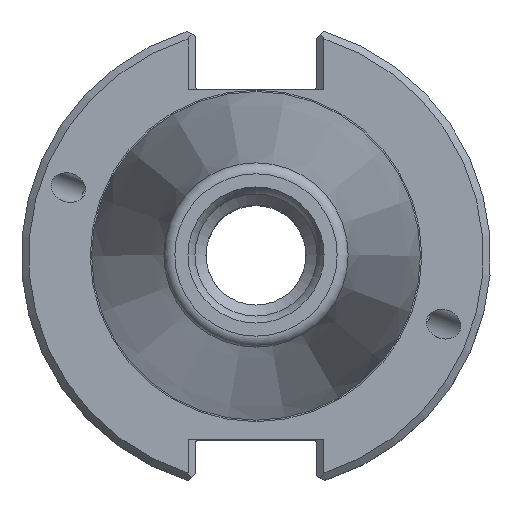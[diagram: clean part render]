
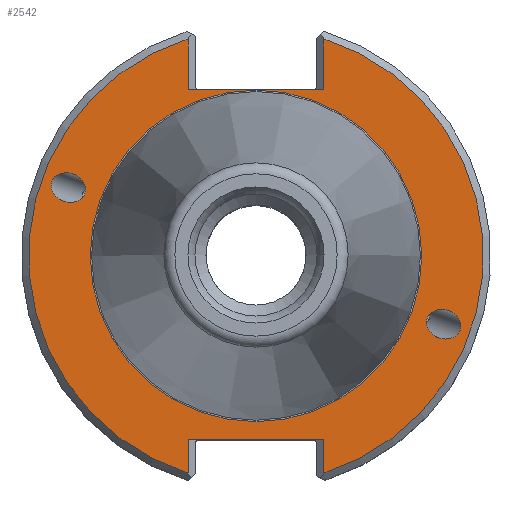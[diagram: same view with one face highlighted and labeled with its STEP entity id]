
A CAD part, top view. The second image highlights one B-rep face of the part: STEP entity #2542.
In plain terms, the highlighted planar face has unit normal (0, 0, 1).
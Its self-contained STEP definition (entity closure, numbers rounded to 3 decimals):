
#24=ELLIPSE('',#2703,2.381,1.95);
#25=ELLIPSE('',#2707,2.381,1.95);
#66=LINE('',#3994,#131);
#69=LINE('',#4005,#134);
#88=LINE('',#4091,#153);
#90=LINE('',#4107,#155);
#91=LINE('',#4109,#156);
#92=LINE('',#4111,#157);
#131=VECTOR('',#3065,1000.);
#134=VECTOR('',#3070,1000.);
#153=VECTOR('',#3121,1000.);
#155=VECTOR('',#3131,1000.);
#156=VECTOR('',#3132,1000.);
#157=VECTOR('',#3133,1000.);
#235=PLANE('',#2725);
#306=CIRCLE('',#2701,22.418);
#307=CIRCLE('',#2710,30.75);
#308=CIRCLE('',#2717,30.75);
#716=ORIENTED_EDGE('',*,*,#972,.F.);
#717=ORIENTED_EDGE('',*,*,#977,.T.);
#718=ORIENTED_EDGE('',*,*,#971,.T.);
#719=ORIENTED_EDGE('',*,*,#1002,.F.);
#720=ORIENTED_EDGE('',*,*,#967,.T.);
#721=ORIENTED_EDGE('',*,*,#994,.T.);
#722=ORIENTED_EDGE('',*,*,#1007,.T.);
#723=ORIENTED_EDGE('',*,*,#1008,.F.);
#724=ORIENTED_EDGE('',*,*,#1009,.T.);
#725=ORIENTED_EDGE('',*,*,#965,.F.);
#726=ORIENTED_EDGE('',*,*,#964,.F.);
#964=EDGE_CURVE('',#1167,#1167,#306,.T.);
#965=EDGE_CURVE('',#1168,#1168,#24,.T.);
#967=EDGE_CURVE('',#1170,#1169,#66,.T.);
#971=EDGE_CURVE('',#1171,#1172,#69,.T.);
#972=EDGE_CURVE('',#1173,#1173,#25,.T.);
#977=EDGE_CURVE('',#1176,#1171,#307,.T.);
#994=EDGE_CURVE('',#1169,#1187,#308,.T.);
#1002=EDGE_CURVE('',#1170,#1172,#88,.T.);
#1007=EDGE_CURVE('',#1187,#1194,#90,.T.);
#1008=EDGE_CURVE('',#1195,#1194,#91,.T.);
#1009=EDGE_CURVE('',#1195,#1176,#92,.T.);
#1167=VERTEX_POINT('',#3984);
#1168=VERTEX_POINT('',#3987);
#1169=VERTEX_POINT('',#3993);
#1170=VERTEX_POINT('',#3995);
#1171=VERTEX_POINT('',#4002);
#1172=VERTEX_POINT('',#4004);
#1173=VERTEX_POINT('',#4008);
#1176=VERTEX_POINT('',#4023);
#1187=VERTEX_POINT('',#4069);
#1194=VERTEX_POINT('',#4108);
#1195=VERTEX_POINT('',#4110);
#1440=EDGE_LOOP('',(#716));
#1441=EDGE_LOOP('',(#717,#718,#719,#720,#721,#722,#723,#724));
#1442=EDGE_LOOP('',(#725));
#1443=EDGE_LOOP('',(#726));
#1610=FACE_BOUND('',#1440,.T.);
#1611=FACE_BOUND('',#1441,.T.);
#1612=FACE_BOUND('',#1442,.T.);
#1613=FACE_BOUND('',#1443,.T.);
#2542=ADVANCED_FACE('',(#1610,#1611,#1612,#1613),#235,.T.);
#2701=AXIS2_PLACEMENT_3D('',#3983,#3057,#3058);
#2703=AXIS2_PLACEMENT_3D('',#3986,#3061,#3062);
#2707=AXIS2_PLACEMENT_3D('',#4007,#3073,#3074);
#2710=AXIS2_PLACEMENT_3D('',#4024,#3081,#3082);
#2717=AXIS2_PLACEMENT_3D('',#4070,#3107,#3108);
#2725=AXIS2_PLACEMENT_3D('',#4106,#3129,#3130);
#3057=DIRECTION('',(0.,0.,1.));
#3058=DIRECTION('',(1.,0.,0.));
#3061=DIRECTION('',(0.,0.,1.));
#3062=DIRECTION('',(-0.94,0.342,0.));
#3065=DIRECTION('',(0.,-1.,0.));
#3070=DIRECTION('',(0.,1.,0.));
#3073=DIRECTION('',(0.,0.,1.));
#3074=DIRECTION('',(0.94,-0.342,0.));
#3081=DIRECTION('',(0.,0.,1.));
#3082=DIRECTION('',(1.,0.,0.));
#3107=DIRECTION('',(0.,0.,1.));
#3108=DIRECTION('',(1.,0.,0.));
#3121=DIRECTION('',(-1.,0.,0.));
#3129=DIRECTION('',(0.,0.,1.));
#3130=DIRECTION('',(1.,0.,0.));
#3131=DIRECTION('',(0.,-1.,0.));
#3132=DIRECTION('',(1.,0.,0.));
#3133=DIRECTION('',(0.,1.,0.));
#3983=CARTESIAN_POINT('',(0.,0.,-3.17));
#3984=CARTESIAN_POINT('',(22.418,0.,-3.17));
#3986=CARTESIAN_POINT('',(25.372,-9.235,-3.17));
#3987=CARTESIAN_POINT('',(23.135,-8.42,-3.17));
#3993=CARTESIAN_POINT('',(9.19,-29.345,-3.17));
#3994=CARTESIAN_POINT('',(9.19,-30.831,-3.17));
#3995=CARTESIAN_POINT('',(9.19,-24.87,-3.17));
#4002=CARTESIAN_POINT('',(-9.19,-29.345,-3.17));
#4004=CARTESIAN_POINT('',(-9.19,-24.87,-3.17));
#4005=CARTESIAN_POINT('',(-9.19,-24.87,-3.17));
#4007=CARTESIAN_POINT('',(-25.372,9.235,-3.17));
#4008=CARTESIAN_POINT('',(-23.135,8.42,-3.17));
#4023=CARTESIAN_POINT('',(-9.19,29.345,-3.17));
#4024=CARTESIAN_POINT('',(0.,0.,-3.17));
#4069=CARTESIAN_POINT('',(9.19,29.345,-3.17));
#4070=CARTESIAN_POINT('',(0.,0.,-3.17));
#4091=CARTESIAN_POINT('',(8.19,-24.87,-3.17));
#4106=CARTESIAN_POINT('',(22.418,0.,-3.17));
#4107=CARTESIAN_POINT('',(9.19,22.46,-3.17));
#4108=CARTESIAN_POINT('',(9.19,22.46,-3.17));
#4109=CARTESIAN_POINT('',(-8.19,22.46,-3.17));
#4110=CARTESIAN_POINT('',(-9.19,22.46,-3.17));
#4111=CARTESIAN_POINT('',(-9.19,30.831,-3.17));
